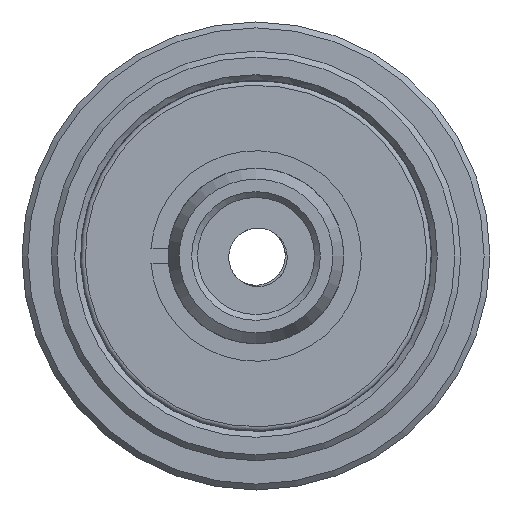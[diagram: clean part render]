
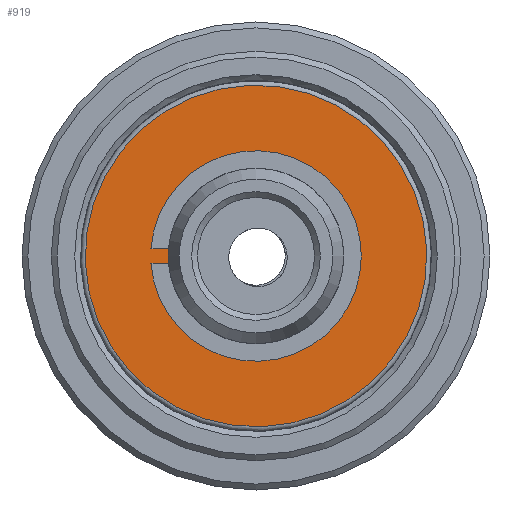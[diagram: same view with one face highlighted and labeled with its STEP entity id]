
A CAD part, left-side view. The second image highlights one B-rep face of the part: STEP entity #919.
In plain terms, the highlighted planar face has unit normal (-1, 0, 0).
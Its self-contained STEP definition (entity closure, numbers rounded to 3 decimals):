
#98=LINE('',#1576,#132);
#105=LINE('',#1602,#139);
#132=VECTOR('',#1268,10.);
#139=VECTOR('',#1277,10.);
#178=FACE_BOUND('',#281,.T.);
#219=FACE_OUTER_BOUND('',#280,.T.);
#280=EDGE_LOOP('',(#800,#801));
#281=EDGE_LOOP('',(#802,#803,#804,#805));
#349=CIRCLE('',#1034,1.8);
#367=CIRCLE('',#1064,2.92);
#368=CIRCLE('',#1065,2.92);
#369=CIRCLE('',#1066,1.354);
#436=VERTEX_POINT('',#1568);
#437=VERTEX_POINT('',#1575);
#444=VERTEX_POINT('',#1599);
#445=VERTEX_POINT('',#1601);
#463=VERTEX_POINT('',#1666);
#464=VERTEX_POINT('',#1667);
#544=EDGE_CURVE('',#437,#436,#98,.T.);
#552=EDGE_CURVE('',#445,#444,#105,.T.);
#556=EDGE_CURVE('',#444,#437,#349,.T.);
#581=EDGE_CURVE('',#463,#464,#367,.T.);
#582=EDGE_CURVE('',#464,#463,#368,.T.);
#583=EDGE_CURVE('',#445,#436,#369,.T.);
#800=ORIENTED_EDGE('',*,*,#581,.F.);
#801=ORIENTED_EDGE('',*,*,#582,.F.);
#802=ORIENTED_EDGE('',*,*,#544,.T.);
#803=ORIENTED_EDGE('',*,*,#583,.F.);
#804=ORIENTED_EDGE('',*,*,#552,.T.);
#805=ORIENTED_EDGE('',*,*,#556,.T.);
#877=PLANE('',#1063);
#919=ADVANCED_FACE('',(#219,#178),#877,.T.);
#1034=AXIS2_PLACEMENT_3D('',#1613,#1283,#1284);
#1063=AXIS2_PLACEMENT_3D('',#1665,#1348,#1349);
#1064=AXIS2_PLACEMENT_3D('',#1668,#1350,#1351);
#1065=AXIS2_PLACEMENT_3D('',#1669,#1352,#1353);
#1066=AXIS2_PLACEMENT_3D('',#1670,#1354,#1355);
#1268=DIRECTION('',(0.,-1.,0.));
#1277=DIRECTION('',(0.,1.,0.));
#1283=DIRECTION('center_axis',(1.,0.,0.));
#1284=DIRECTION('ref_axis',(0.,0.998,-0.069));
#1348=DIRECTION('center_axis',(-1.,0.,0.));
#1349=DIRECTION('ref_axis',(0.,-0.671,-0.741));
#1350=DIRECTION('center_axis',(1.,0.,0.));
#1351=DIRECTION('ref_axis',(0.,0.741,-0.671));
#1352=DIRECTION('center_axis',(1.,0.,0.));
#1353=DIRECTION('ref_axis',(0.,0.741,-0.671));
#1354=DIRECTION('center_axis',(-1.,0.,0.));
#1355=DIRECTION('ref_axis',(0.,0.,1.));
#1568=CARTESIAN_POINT('',(-8.65,1.348,-0.125));
#1575=CARTESIAN_POINT('',(-8.65,1.796,-0.125));
#1576=CARTESIAN_POINT('',(-8.65,0.251,-0.125));
#1599=CARTESIAN_POINT('',(-8.65,1.796,0.125));
#1601=CARTESIAN_POINT('',(-8.65,1.348,0.125));
#1602=CARTESIAN_POINT('',(-8.65,0.,0.125));
#1613=CARTESIAN_POINT('Origin',(-8.65,0.,
0.));
#1665=CARTESIAN_POINT('Origin',(-8.65,-1.294,1.171));
#1666=CARTESIAN_POINT('',(-8.65,-2.165,1.959));
#1667=CARTESIAN_POINT('',(-8.65,-1.959,-2.165));
#1668=CARTESIAN_POINT('Origin',(-8.65,0.,
0.));
#1669=CARTESIAN_POINT('Origin',(-8.65,0.,
0.));
#1670=CARTESIAN_POINT('Origin',(-8.65,0.,
0.));
